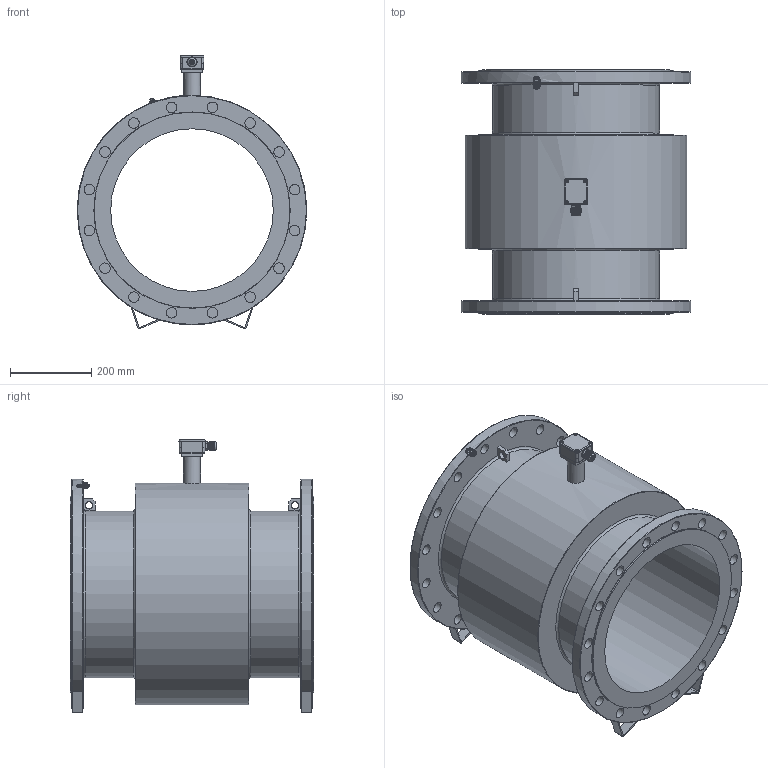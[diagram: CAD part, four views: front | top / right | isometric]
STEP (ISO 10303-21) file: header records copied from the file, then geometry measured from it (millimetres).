
FILE_DESCRIPTION(/* description */ (''),/* implementation_level */ '2;1');
FILE_NAME(/* name */ 'Flowmeter DN400 PN10 Separate.step',/* time_stamp */ '2023-10-05T13:35:37+03:00',/* author */ (''),/* organization */ (''),/* preprocessor_version */ 'ST-DEVELOPER v20',/* originating_system */ 'Autodesk Translation Framework v12.14.0.127',/* authorisation */ '');
FILE_SCHEMA (('AUTOMOTIVE_DESIGN { 1 0 10303 214 3 1 1 }'));
Length unit declared in the file: millimetre
Products named in the file (4): Flowmeter DN400 PN10; Flowmeter v11; B_Separate_version; box
Assembly tree (3 placements, depth 4):
  Flowmeter DN400 PN10
    Flowmeter v11
      B_Separate_version
        box
Bounding box: 564.93 x 600 x 673.99 mm (x, y, z)
Volume: 39230895.2 mm3; surface area: 2445498.8 mm2
Topology: 2 solids, 2 shells, 1476 faces, 3484 edges, 2032 vertices
Faces by surface type: plane 459, cylinder 451, bspline 250, sphere 156, torus 102, cone 58
Full cylindrical faces by diameter (mm): 3.332 x2, 3.961 x9, 4.234 x4, 4.5 x2, 5 x7, 5.5 x1, 6 x1, 7 x4, 8 x4, 10.394 x1, 10.9 x1, 11.3 x1, 12.394 x1, 13 x1, 14 x1, 15 x1, 17 x2, 18 x2, 21 x1, 24.5 x1, 26 x32, 42 x2, 400 x1, 411 x2, 482 x2, 545 x1
Entity records: 71114 total; most frequent: CARTESIAN_POINT 37003, ORIENTED_EDGE 6968, DIRECTION 6893, EDGE_CURVE 3484, AXIS2_PLACEMENT_3D 2723, VERTEX_POINT 2032, EDGE_LOOP 1596, FACE_OUTER_BOUND 1476
